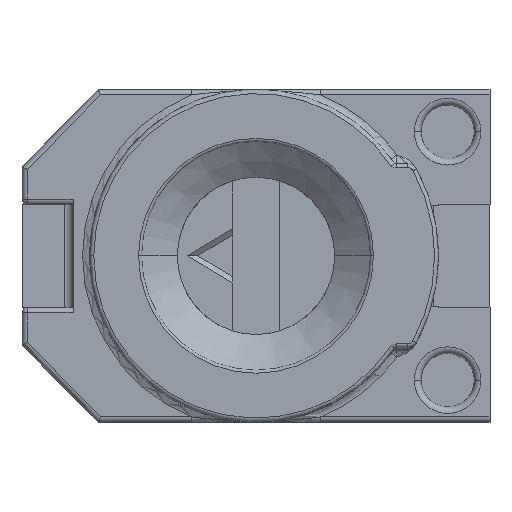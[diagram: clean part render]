
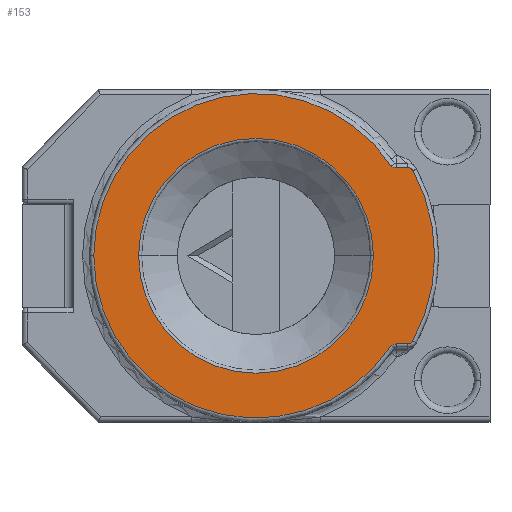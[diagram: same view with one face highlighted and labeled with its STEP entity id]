
A CAD part, top view. The second image highlights one B-rep face of the part: STEP entity #153.
In plain terms, the highlighted planar face has unit normal (0, 0, 1).
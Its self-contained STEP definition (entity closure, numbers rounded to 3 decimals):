
#29 = ORIENTED_EDGE ( 'NONE', *, *, #272, .T. ) ;
#97 = CARTESIAN_POINT ( 'NONE',  ( 0., 0., 1.45 ) ) ;
#153 = ADVANCED_FACE ( 'NONE', ( #1983, #335 ), #1962, .F. ) ;
#166 = ORIENTED_EDGE ( 'NONE', *, *, #3590, .T. ) ;
#215 = CARTESIAN_POINT ( 'NONE',  ( 1.354, 0.848, 1.45 ) ) ;
#272 = EDGE_CURVE ( 'NONE', #2556, #789, #2725, .T. ) ;
#330 = CARTESIAN_POINT ( 'NONE',  ( 1.461, -0.848, 1.45 ) ) ;
#335 = FACE_BOUND ( 'NONE', #2937, .T. ) ;
#381 = VERTEX_POINT ( 'NONE', #2037 ) ;
#423 = CIRCLE ( 'NONE', #1720, 0.126 ) ;
#431 = DIRECTION ( 'NONE',  ( 0., 0., 1. ) ) ;
#479 = CARTESIAN_POINT ( 'NONE',  ( 1.129, 0., 1.45 ) ) ;
#559 = AXIS2_PLACEMENT_3D ( 'NONE', #3168, #4118, #3821 ) ;
#603 = VECTOR ( 'NONE', #3887, 1000. ) ;
#626 = VECTOR ( 'NONE', #2455, 1000. ) ;
#638 = DIRECTION ( 'NONE',  ( 0., -1., 0. ) ) ;
#695 = EDGE_CURVE ( 'NONE', #2945, #2556, #2470, .T. ) ;
#789 = VERTEX_POINT ( 'NONE', #3056 ) ;
#818 = CARTESIAN_POINT ( 'NONE',  ( 0., 0., 1.45 ) ) ;
#993 = DIRECTION ( 'NONE',  ( 0., 0., 1. ) ) ;
#1004 = DIRECTION ( 'NONE',  ( -1., 0., 0. ) ) ;
#1007 = EDGE_CURVE ( 'NONE', #1718, #381, #3946, .T. ) ;
#1017 = DIRECTION ( 'NONE',  ( 0., 0., -1. ) ) ;
#1069 = ORIENTED_EDGE ( 'NONE', *, *, #2866, .T. ) ;
#1198 = EDGE_CURVE ( 'NONE', #1238, #2008, #4002, .T. ) ;
#1218 = ORIENTED_EDGE ( 'NONE', *, *, #695, .T. ) ;
#1238 = VERTEX_POINT ( 'NONE', #479 ) ;
#1398 = VERTEX_POINT ( 'NONE', #2868 ) ;
#1408 = CARTESIAN_POINT ( 'NONE',  ( 0., 0., 1.45 ) ) ;
#1425 = EDGE_LOOP ( 'NONE', ( #29, #166, #1069, #4031, #2561, #3539, #4043, #1684, #1218 ) ) ;
#1439 = AXIS2_PLACEMENT_3D ( 'NONE', #3096, #431, #3087 ) ;
#1537 = DIRECTION ( 'NONE',  ( 0., 0., -1. ) ) ;
#1555 = CARTESIAN_POINT ( 'NONE',  ( -1.56, 0., 1.45 ) ) ;
#1558 = DIRECTION ( 'NONE',  ( 0., 0., -1. ) ) ;
#1588 = DIRECTION ( 'NONE',  ( -1., 0., 0. ) ) ;
#1607 = DIRECTION ( 'NONE',  ( -1., 0., 0. ) ) ;
#1642 = LINE ( 'NONE', #3022, #603 ) ;
#1684 = ORIENTED_EDGE ( 'NONE', *, *, #3046, .T. ) ;
#1707 = AXIS2_PLACEMENT_3D ( 'NONE', #1408, #1537, #3451 ) ;
#1718 = VERTEX_POINT ( 'NONE', #2454 ) ;
#1720 = AXIS2_PLACEMENT_3D ( 'NONE', #3908, #2266, #1004 ) ;
#1752 = DIRECTION ( 'NONE',  ( -1., 0., 0. ) ) ;
#1818 = CARTESIAN_POINT ( 'NONE',  ( 1.461, -0.848, 1.45 ) ) ;
#1821 = AXIS2_PLACEMENT_3D ( 'NONE', #2247, #993, #3581 ) ;
#1942 = CARTESIAN_POINT ( 'NONE',  ( -1.129, 0., 1.45 ) ) ;
#1962 = PLANE ( 'NONE',  #4062 ) ;
#1983 = FACE_OUTER_BOUND ( 'NONE', #1425, .T. ) ;
#2008 = VERTEX_POINT ( 'NONE', #1942 ) ;
#2026 = DIRECTION ( 'NONE',  ( -1., 0., 0. ) ) ;
#2037 = CARTESIAN_POINT ( 'NONE',  ( 1.51, 0.819, 1.45 ) ) ;
#2099 = DIRECTION ( 'NONE',  ( 0., 0., -1. ) ) ;
#2236 = EDGE_CURVE ( 'NONE', #2008, #1238, #2710, .T. ) ;
#2247 = CARTESIAN_POINT ( 'NONE',  ( 1.461, -0.793, 1.45 ) ) ;
#2266 = DIRECTION ( 'NONE',  ( 0., 0., -1. ) ) ;
#2275 = ORIENTED_EDGE ( 'NONE', *, *, #1198, .T. ) ;
#2317 = DIRECTION ( 'NONE',  ( 0., 0., 1. ) ) ;
#2454 = CARTESIAN_POINT ( 'NONE',  ( 1.51, -0.819, 1.45 ) ) ;
#2455 = DIRECTION ( 'NONE',  ( 1., 0., 0. ) ) ;
#2470 = CIRCLE ( 'NONE', #2814, 1.56 ) ;
#2550 = DIRECTION ( 'NONE',  ( 0., 0., 1. ) ) ;
#2556 = VERTEX_POINT ( 'NONE', #4175 ) ;
#2561 = ORIENTED_EDGE ( 'NONE', *, *, #3398, .T. ) ;
#2645 = EDGE_CURVE ( 'NONE', #4146, #3568, #1642, .T. ) ;
#2671 = CIRCLE ( 'NONE', #1439, 0.055 ) ;
#2710 = CIRCLE ( 'NONE', #3376, 1.129 ) ;
#2725 = CIRCLE ( 'NONE', #2936, 0.126 ) ;
#2814 = AXIS2_PLACEMENT_3D ( 'NONE', #97, #2317, #2026 ) ;
#2866 = EDGE_CURVE ( 'NONE', #3194, #1718, #3976, .T. ) ;
#2868 = CARTESIAN_POINT ( 'NONE',  ( 1.302, 0.859, 1.45 ) ) ;
#2936 = AXIS2_PLACEMENT_3D ( 'NONE', #4134, #1558, #1607 ) ;
#2937 = EDGE_LOOP ( 'NONE', ( #3084, #2275 ) ) ;
#2945 = VERTEX_POINT ( 'NONE', #1555 ) ;
#2947 = CARTESIAN_POINT ( 'NONE',  ( 0., 0., 1.45 ) ) ;
#3022 = CARTESIAN_POINT ( 'NONE',  ( 1.354, 0.848, 1.45 ) ) ;
#3046 = EDGE_CURVE ( 'NONE', #1398, #2945, #3277, .T. ) ;
#3056 = CARTESIAN_POINT ( 'NONE',  ( 1.354, -0.848, 1.45 ) ) ;
#3084 = ORIENTED_EDGE ( 'NONE', *, *, #2236, .T. ) ;
#3087 = DIRECTION ( 'NONE',  ( -1., 0., 0. ) ) ;
#3096 = CARTESIAN_POINT ( 'NONE',  ( 1.461, 0.793, 1.45 ) ) ;
#3168 = CARTESIAN_POINT ( 'NONE',  ( 0., 0., 1.45 ) ) ;
#3194 = VERTEX_POINT ( 'NONE', #330 ) ;
#3277 = CIRCLE ( 'NONE', #559, 1.56 ) ;
#3376 = AXIS2_PLACEMENT_3D ( 'NONE', #818, #2099, #1752 ) ;
#3398 = EDGE_CURVE ( 'NONE', #381, #4146, #2671, .T. ) ;
#3451 = DIRECTION ( 'NONE',  ( -1., 0., 0. ) ) ;
#3539 = ORIENTED_EDGE ( 'NONE', *, *, #2645, .T. ) ;
#3568 = VERTEX_POINT ( 'NONE', #215 ) ;
#3581 = DIRECTION ( 'NONE',  ( -1., 0., 0. ) ) ;
#3590 = EDGE_CURVE ( 'NONE', #789, #3194, #3810, .T. ) ;
#3736 = EDGE_CURVE ( 'NONE', #3568, #1398, #423, .T. ) ;
#3810 = LINE ( 'NONE', #1818, #626 ) ;
#3821 = DIRECTION ( 'NONE',  ( -1., 0., 0. ) ) ;
#3838 = CARTESIAN_POINT ( 'NONE',  ( 1.461, 0.848, 1.45 ) ) ;
#3854 = CARTESIAN_POINT ( 'NONE',  ( 0., 0., 1.45 ) ) ;
#3887 = DIRECTION ( 'NONE',  ( -1., 0., 0. ) ) ;
#3908 = CARTESIAN_POINT ( 'NONE',  ( 1.354, 0.973, 1.45 ) ) ;
#3946 = CIRCLE ( 'NONE', #4010, 1.717 ) ;
#3976 = CIRCLE ( 'NONE', #1821, 0.055 ) ;
#4002 = CIRCLE ( 'NONE', #1707, 1.129 ) ;
#4010 = AXIS2_PLACEMENT_3D ( 'NONE', #3854, #2550, #1588 ) ;
#4031 = ORIENTED_EDGE ( 'NONE', *, *, #1007, .T. ) ;
#4043 = ORIENTED_EDGE ( 'NONE', *, *, #3736, .T. ) ;
#4062 = AXIS2_PLACEMENT_3D ( 'NONE', #2947, #1017, #638 ) ;
#4118 = DIRECTION ( 'NONE',  ( 0., 0., 1. ) ) ;
#4134 = CARTESIAN_POINT ( 'NONE',  ( 1.354, -0.973, 1.45 ) ) ;
#4146 = VERTEX_POINT ( 'NONE', #3838 ) ;
#4175 = CARTESIAN_POINT ( 'NONE',  ( 1.302, -0.859, 1.45 ) ) ;
